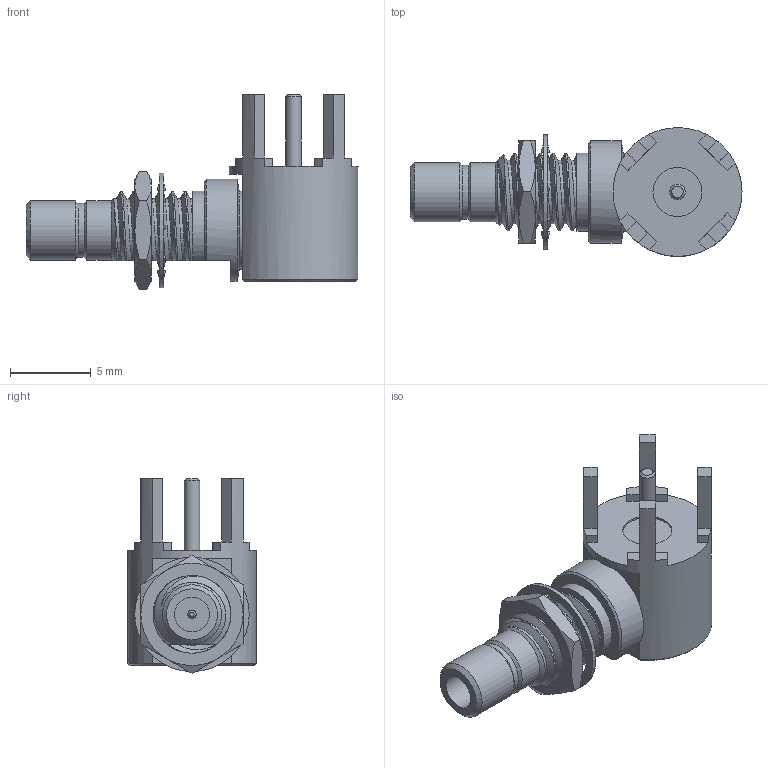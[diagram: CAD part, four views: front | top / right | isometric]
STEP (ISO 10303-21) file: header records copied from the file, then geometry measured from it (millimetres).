
FILE_DESCRIPTION (( 'STEP AP203' ), '1' );
FILE_NAME ('FMCN44261_3D.step', '2022-12-06T20:30:27', ( '' ), ( '' ), 'SwSTEP 2.0', 'SolidWorks 2021', '' );
FILE_SCHEMA (( 'CONFIG_CONTROL_DESIGN' ));
Length unit declared in the file: inch
Products named in the file (1): FMCN44261_3D
Bounding box: 20.62 x 8 x 12.1 mm (x, y, z)
Volume: 574.9 mm3; surface area: 783.2 mm2
Topology: 4 solids, 4 shells, 187 faces, 483 edges, 308 vertices
Faces by surface type: plane 65, bspline 55, cylinder 44, cone 23
Full cylindrical faces by diameter (mm): 0.508 x1, 0.97 x1, 2.159 x1, 3.048 x1, 3.35 x1, 3.683 x2, 4.851 x1, 6.35 x1, 7.112 x1, 8 x1
Entity records: 16075 total; most frequent: CARTESIAN_POINT 12015, ORIENTED_EDGE 922, DIRECTION 666, EDGE_CURVE 461, VERTEX_POINT 304, AXIS2_PLACEMENT_3D 245, EDGE_LOOP 213, FACE_OUTER_BOUND 198
